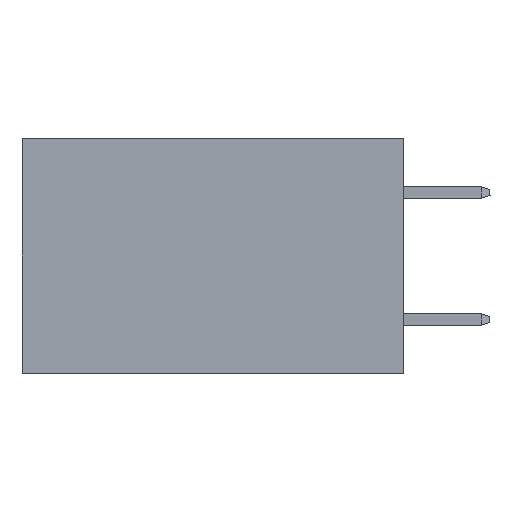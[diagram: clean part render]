
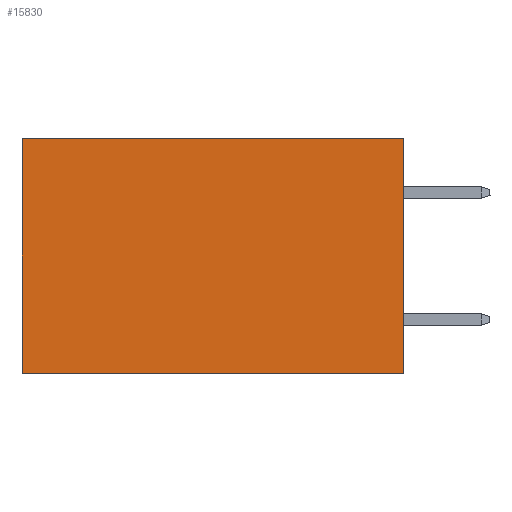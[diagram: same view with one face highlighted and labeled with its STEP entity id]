
A CAD part, left-side view. The second image highlights one B-rep face of the part: STEP entity #15830.
In plain terms, the highlighted planar face has unit normal (-1, 0, 0).
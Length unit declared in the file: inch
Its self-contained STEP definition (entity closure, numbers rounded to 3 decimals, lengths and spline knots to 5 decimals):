
#1725 = EDGE_CURVE ( 'NONE', #33603, #13929, #35721, .T. ) ;
#2626 = DIRECTION ( 'NONE',  ( 0., 0., -1. ) ) ;
#3130 = LINE ( 'NONE', #31286, #20423 ) ;
#4714 = DIRECTION ( 'NONE',  ( 0., 0., -1. ) ) ;
#5680 = ORIENTED_EDGE ( 'NONE', *, *, #1725, .T. ) ;
#6280 = ORIENTED_EDGE ( 'NONE', *, *, #15029, .F. ) ;
#8293 = FACE_OUTER_BOUND ( 'NONE', #20489, .T. ) ;
#8501 = CARTESIAN_POINT ( 'NONE',  ( 0.2875, 0., 0. ) ) ;
#9466 = VECTOR ( 'NONE', #29418, 39.37008 ) ;
#10269 = AXIS2_PLACEMENT_3D ( 'NONE', #36463, #33315, #4714 ) ;
#11843 = LINE ( 'NONE', #8501, #39682 ) ;
#13184 = CARTESIAN_POINT ( 'NONE',  ( 0.2875, 0.6, -0.37 ) ) ;
#13784 = LINE ( 'NONE', #24129, #14988 ) ;
#13929 = VERTEX_POINT ( 'NONE', #32887 ) ;
#14988 = VECTOR ( 'NONE', #27478, 39.37008 ) ;
#15029 = EDGE_CURVE ( 'NONE', #33603, #16467, #11843, .T. ) ;
#15830 = ADVANCED_FACE ( 'NONE', ( #8293 ), #17471, .F. ) ;
#16467 = VERTEX_POINT ( 'NONE', #30059 ) ;
#16653 = VERTEX_POINT ( 'NONE', #13184 ) ;
#16732 = EDGE_CURVE ( 'NONE', #16467, #16653, #13784, .T. ) ;
#16925 = CARTESIAN_POINT ( 'NONE',  ( 0.2875, 0., 0. ) ) ;
#17471 = PLANE ( 'NONE',  #10269 ) ;
#20423 = VECTOR ( 'NONE', #22320, 39.37008 ) ;
#20489 = EDGE_LOOP ( 'NONE', ( #29964, #20734, #6280, #5680 ) ) ;
#20734 = ORIENTED_EDGE ( 'NONE', *, *, #16732, .F. ) ;
#21809 = CARTESIAN_POINT ( 'NONE',  ( 0.2875, 0., 0. ) ) ;
#22320 = DIRECTION ( 'NONE',  ( 0., 0., -1. ) ) ;
#24129 = CARTESIAN_POINT ( 'NONE',  ( 0.2875, 0., -0.37 ) ) ;
#27478 = DIRECTION ( 'NONE',  ( 0., 1., 0. ) ) ;
#29418 = DIRECTION ( 'NONE',  ( 0., 1., 0. ) ) ;
#29964 = ORIENTED_EDGE ( 'NONE', *, *, #31087, .T. ) ;
#30059 = CARTESIAN_POINT ( 'NONE',  ( 0.2875, 0., -0.37 ) ) ;
#31087 = EDGE_CURVE ( 'NONE', #13929, #16653, #3130, .T. ) ;
#31286 = CARTESIAN_POINT ( 'NONE',  ( 0.2875, 0.6, 0. ) ) ;
#32887 = CARTESIAN_POINT ( 'NONE',  ( 0.2875, 0.6, 0. ) ) ;
#33315 = DIRECTION ( 'NONE',  ( 1., 0., 0. ) ) ;
#33603 = VERTEX_POINT ( 'NONE', #21809 ) ;
#35721 = LINE ( 'NONE', #16925, #9466 ) ;
#36463 = CARTESIAN_POINT ( 'NONE',  ( 0.2875, 0., 0. ) ) ;
#39682 = VECTOR ( 'NONE', #2626, 39.37008 ) ;
